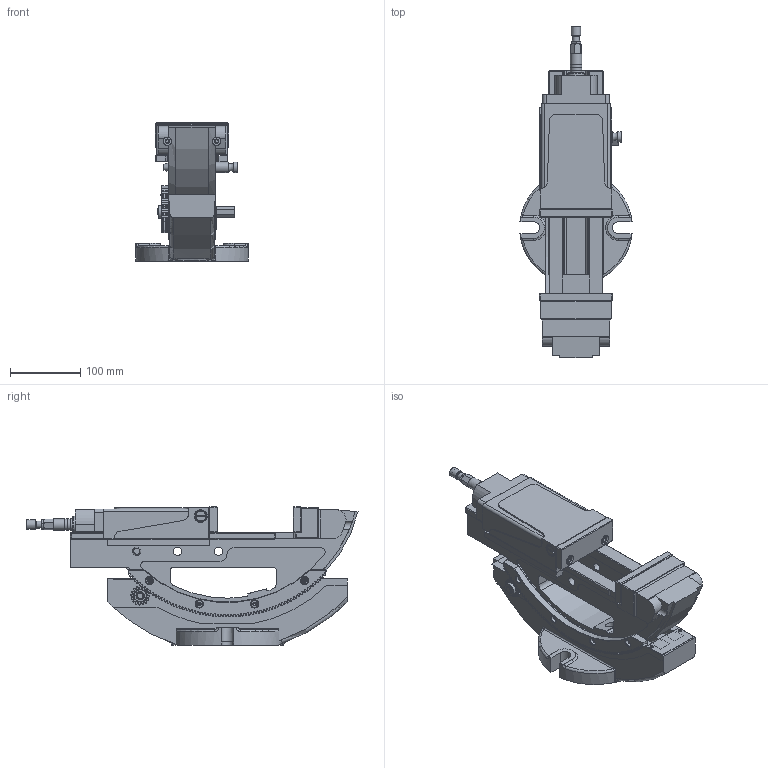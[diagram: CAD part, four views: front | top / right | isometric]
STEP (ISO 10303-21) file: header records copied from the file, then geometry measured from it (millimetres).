
FILE_DESCRIPTION(/* description */ (''),/* implementation_level */ '2;1');
FILE_NAME(/* name */ 'HPT-40.stp',/* time_stamp */ '2018-06-22T16:30:12+08:00',/* author */ ('AUTOWELL002'),/* organization */ (''),/* preprocessor_version */ 'ST-DEVELOPER v16.5',/* originating_system */ 'Autodesk Inventor 2017',/* authorisation */ '');
FILE_SCHEMA (('AUTOMOTIVE_DESIGN { 1 0 10303 214 3 1 1 }'));
Length unit declared in the file: millimetre
Products named in the file (33): 1HPT100GA0101; 3HPT402001; 3HPT401001; 3HPT404001; 3HPT404001_1; 3HPT403001; 3HPT406001; 3HPT407001; HPT-40副尺; HPP-40; HP404 - 移動板; HP413 - 移動合金板; 87BA7D0B
\X0\); 盤片之ㄧ - HP612; 活塞 - HP615; HP618 - 螺母; HP410 - 停止環; HP616 - 推桿; HP40 - 軸承蓋; 內螺桿 - HP609 (未完成); 子螺桿 - HP611(未完成); HP619 - 押送螺桿停止塊; HPP405-壓板; ANSI B18.3.1M - M5x0.8 x 12; HP625 - 注油栓; HP626 - 油注塞活塞; HP622 - 彈簧調整螺絲; HP623 - 油壓切換閥; 87BA7D0B672A756B
\X0\); ANSI B18.3 - 1/4 - 20 UNC - 5/8 HS HCS; HP803 - 鉗口; HP407 - 鎖銷; ANSI B18.3 - 1/4 - 20 UNC - 7/8 HS HCS
Assembly tree (46 placements, depth 3):
  1HPT100GA0101
    3HPT402001
    3HPT401001
    3HPT404001
    3HPT404001_1
    3HPT403001
    3HPT406001
    3HPT407001
    HPT-40副尺
    HPP-40
      HP404 - 移動板
      HP413 - 移動合金板
  87BA7D0B
\X0\)  x2
      盤片之ㄧ - HP612
      活塞 - HP615
      HP618 - 螺母
      HP410 - 停止環
      HP616 - 推桿
      HP40 - 軸承蓋
      內螺桿 - HP609 (未完成)
      子螺桿 - HP611(未完成)
      HP619 - 押送螺桿停止塊
      HPP405-壓板  x2
      ANSI B18.3.1M - M5x0.8 x 12  x8
      HP625 - 注油栓
      HP626 - 油注塞活塞
      HP622 - 彈簧調整螺絲
      HP623 - 油壓切換閥
  87BA7D0B672A756B
\X0\)
      ANSI B18.3 - 1/4 - 20 UNC - 5/8 HS HCS  x2
    HP803 - 鉗口  x2
    HP407 - 鎖銷
    ANSI B18.3 - 1/4 - 20 UNC - 7/8 HS HCS  x4
Bounding box: 159.09 x 471.01 x 196.04 mm (x, y, z)
Volume: 3464989.9 mm3; surface area: 606712.9 mm2
Topology: 46 solids, 46 shells, 2519 faces, 6547 edges, 4249 vertices
Faces by surface type: plane 973, cylinder 760, cone 366, bspline 364, torus 47, sphere 9
Full cylindrical faces by diameter (mm): 2.459 x2, 2.5 x1, 2.8 x1, 3 x4, 3.683 x4, 3.8 x8, 4 x1, 4.15 x1, 4.5 x4, 4.8 x4, 4.917 x2, 4.978 x2, 5 x15, 5.1 x1, 5.2 x6, 5.4 x1, 5.5 x4, 5.6 x8, 6 x6, 6.35 x6, 6.5 x1, 7 x8, 7.9 x2, 8 x1, 8.5 x9, 8.8 x1, 9 x9, 9.1 x1, 9.35 x2, 9.5 x6
Entity records: 73900 total; most frequent: CARTESIAN_POINT 18820, ORIENTED_EDGE 11218, DIRECTION 10697, EDGE_CURVE 5609, AXIS2_PLACEMENT_3D 4055, VERTEX_POINT 3843, EDGE_LOOP 2820, LINE 2587
